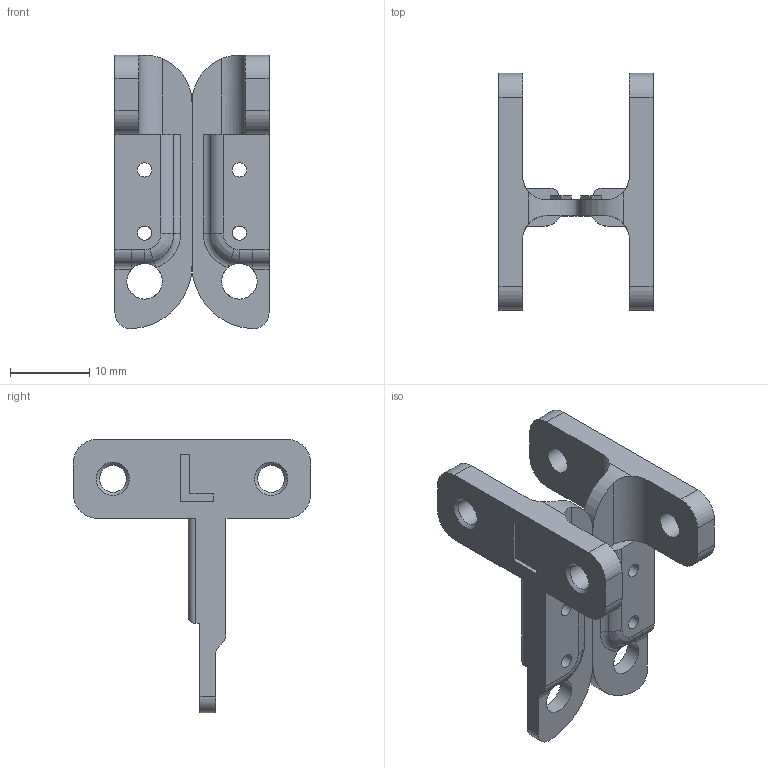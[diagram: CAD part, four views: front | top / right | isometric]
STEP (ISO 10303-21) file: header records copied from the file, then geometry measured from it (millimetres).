
FILE_DESCRIPTION(/* description */ ('','CAx-IF Rec.Pracs.---Representation and Presentation of Product Manufacturing Information (PMI)---4.0---2014-10-13'),/* implementation_level */ '2;1');
FILE_NAME(/* name */ 'servo_horn_indent.step',/* time_stamp */ '2024-12-15T12:35:54-05:00',/* author */ (''),/* organization */ (''),/* preprocessor_version */ 'ST-DEVELOPER v20',/* originating_system */ 'Autodesk Translation Framework v13.20.0.188',/* authorisation */ '');
FILE_SCHEMA (('AP242_MANAGED_MODEL_BASED_3D_ENGINEERING_MIM_LF { 1 0 10303 442 1 1 4 }'));
Length unit declared in the file: millimetre
Products named in the file (3): Servo Horn Indent; Component1; Component1(Mirror)
Assembly tree (2 placements, depth 2):
  Servo Horn Indent
    Component1
    Component1(Mirror)
Bounding box: 19.5 x 30 x 34.59 mm (x, y, z)
Volume: 3320.5 mm3; surface area: 3235.7 mm2
Topology: 2 solids, 2 shells, 140 faces, 381 edges, 246 vertices
Faces by surface type: plane 64, cylinder 48, bspline 20, cone 4, torus 4
Full cylindrical faces by diameter (mm): 1.8 x4, 3.4 x4, 4.5 x2
Entity records: 4849 total; most frequent: CARTESIAN_POINT 1262, ORIENTED_EDGE 762, DIRECTION 679, EDGE_CURVE 381, VERTEX_POINT 246, AXIS2_PLACEMENT_3D 227, LINE 225, VECTOR 225
